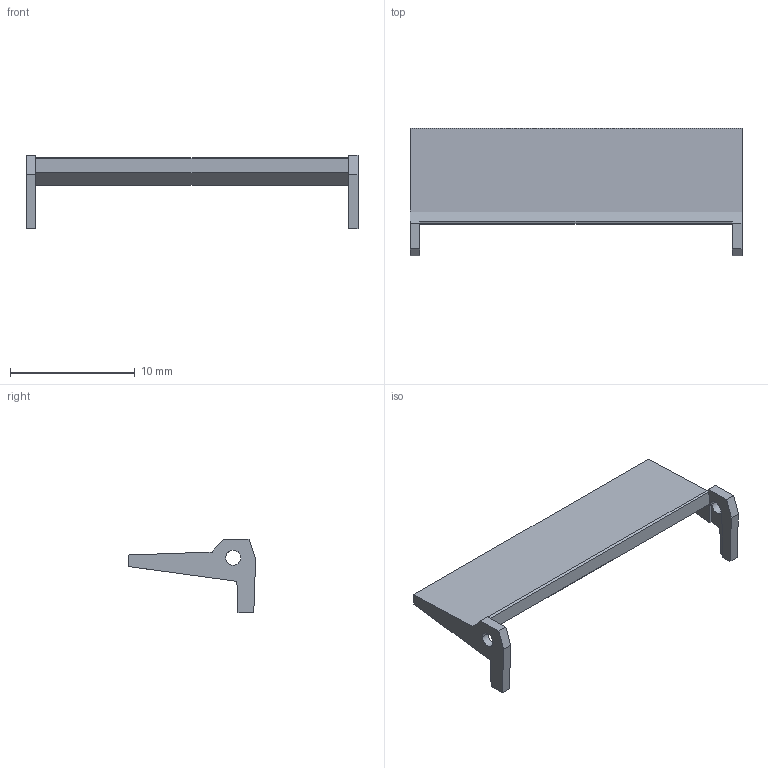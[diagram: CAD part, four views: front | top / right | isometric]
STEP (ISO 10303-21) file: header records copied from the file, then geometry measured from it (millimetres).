
FILE_DESCRIPTION(('CATIA V5 STEP Exchange','CAx-IF Rec.Pracs.--- Model Styling and Organization---1.5--- 2016-08-15','CAx-IF Rec.Pracs.---Supplemental Geometry---1.0---2011-11-01','CAx-IF Rec.Pracs.--- Composite Materials ---1.1---2010-07-15'),'2;1');
FILE_NAME ('D1678090_0', '2025-10-16T10:49:04+00:00', ('none'), ('Weidmueller'), 'CATIA Version 5-6 Release 2024 SP4', 'CATIA V5 STEP AP214 v3', 'none');
FILE_SCHEMA(('AUTOMOTIVE_DESIGN { 1 0 10303 214 1 1 1 1 }'));
Length unit declared in the file: millimetre
Products named in the file (1): S3D_CXM_LABEL_FLAP_S
Bounding box: 26.6 x 10.2 x 5.87 mm (x, y, z)
Volume: 277.9 mm3; surface area: 581.4 mm2
Topology: 1 solids, 1 shells, 36 faces, 108 edges, 72 vertices
Faces by surface type: plane 32, cylinder 4
Entity records: 1161 total; most frequent: ORIENTED_EDGE 216, CARTESIAN_POINT 205, DIRECTION 156, EDGE_CURVE 108, VECTOR 96, LINE 96, VERTEX_POINT 72, EDGE_LOOP 38
